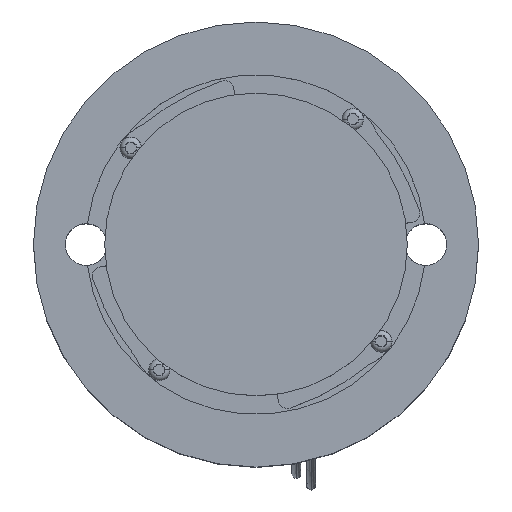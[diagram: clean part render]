
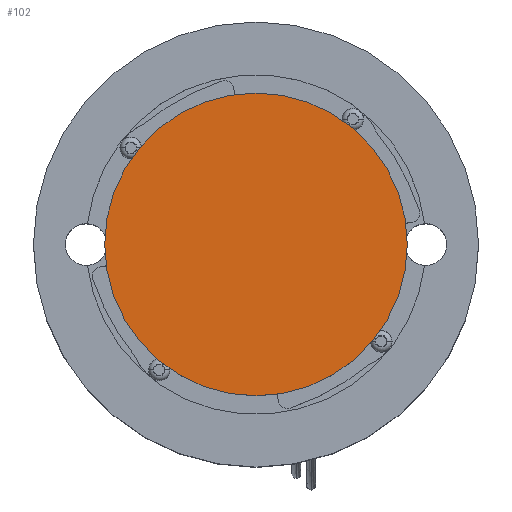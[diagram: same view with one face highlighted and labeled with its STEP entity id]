
A CAD part, top view. The second image highlights one B-rep face of the part: STEP entity #102.
In plain terms, the highlighted planar face has unit normal (0, 0, 1).
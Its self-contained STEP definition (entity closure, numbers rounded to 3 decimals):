
#102 = ADVANCED_FACE ( 'NONE', ( #10393 ), #1989, .T. ) ;
#1048 = EDGE_LOOP ( 'NONE', ( #7283, #7084 ) ) ;
#1093 = EDGE_CURVE ( 'NONE', #9676, #4079, #3822, .T. ) ;
#1185 = AXIS2_PLACEMENT_3D ( 'NONE', #9224, #8486, #3658 ) ;
#1747 = CIRCLE ( 'NONE', #9223, 17. ) ;
#1989 = PLANE ( 'NONE',  #1185 ) ;
#2009 = DIRECTION ( 'NONE',  ( 0., 0., 1. ) ) ;
#3051 = CARTESIAN_POINT ( 'NONE',  ( 0., 0., 30.15 ) ) ;
#3658 = DIRECTION ( 'NONE',  ( 1., 0., 0. ) ) ;
#3822 = CIRCLE ( 'NONE', #5518, 17. ) ;
#4079 = VERTEX_POINT ( 'NONE', #7498 ) ;
#5518 = AXIS2_PLACEMENT_3D ( 'NONE', #3051, #7868, #8006 ) ;
#5928 = EDGE_CURVE ( 'NONE', #4079, #9676, #1747, .T. ) ;
#6867 = CARTESIAN_POINT ( 'NONE',  ( 0., 0., 30.15 ) ) ;
#7084 = ORIENTED_EDGE ( 'NONE', *, *, #1093, .T. ) ;
#7283 = ORIENTED_EDGE ( 'NONE', *, *, #5928, .T. ) ;
#7358 = CARTESIAN_POINT ( 'NONE',  ( 17., 0., 30.15 ) ) ;
#7498 = CARTESIAN_POINT ( 'NONE',  ( -17., 0., 30.15 ) ) ;
#7689 = DIRECTION ( 'NONE',  ( 1., 0., 0. ) ) ;
#7868 = DIRECTION ( 'NONE',  ( 0., 0., 1. ) ) ;
#8006 = DIRECTION ( 'NONE',  ( 1., 0., 0. ) ) ;
#8486 = DIRECTION ( 'NONE',  ( 0., 0., 1. ) ) ;
#9223 = AXIS2_PLACEMENT_3D ( 'NONE', #6867, #2009, #7689 ) ;
#9224 = CARTESIAN_POINT ( 'NONE',  ( 0., 0., 30.15 ) ) ;
#9676 = VERTEX_POINT ( 'NONE', #7358 ) ;
#10393 = FACE_OUTER_BOUND ( 'NONE', #1048, .T. ) ;
